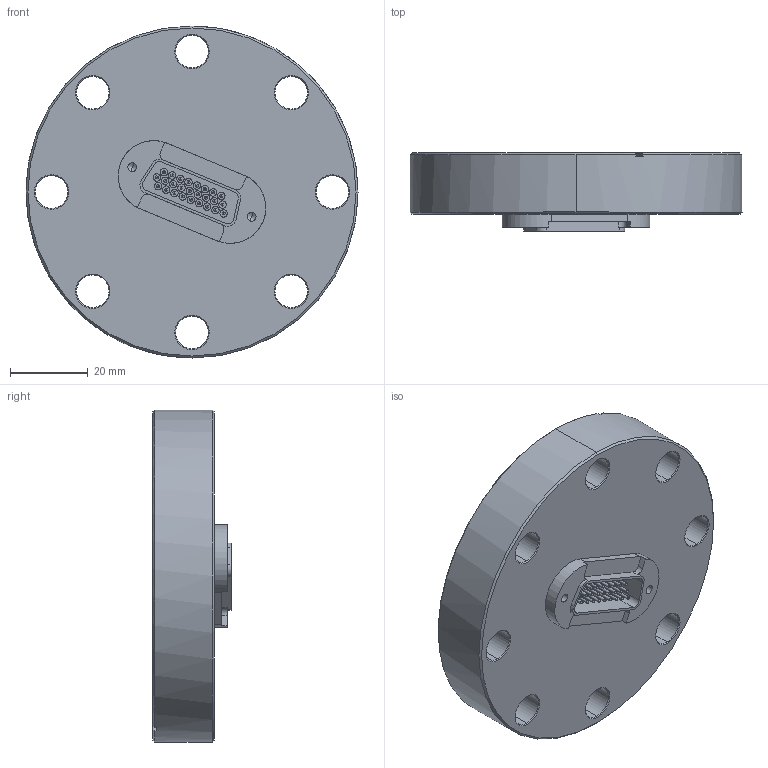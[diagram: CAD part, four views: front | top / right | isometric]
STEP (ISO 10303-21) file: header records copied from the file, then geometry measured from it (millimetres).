
FILE_DESCRIPTION (( 'STEP AP214' ), '1' );
FILE_NAME ('24172-01-CF.STEP', '2025-02-25T14:42:07', ( '' ), ( '' ), 'SwSTEP 2.0', 'SolidWorks 2022', '' );
FILE_SCHEMA (( 'AUTOMOTIVE_DESIGN' ));
Length unit declared in the file: millimetre
Products named in the file (3): 23801-01-W; CF50-Sud-D-15-26P; 24172-01-CF
Assembly tree (2 placements, depth 2):
  24172-01-CF
    CF50-Sud-D-15-26P
    23801-01-W
Bounding box: 85.6 x 20.2 x 85.6 mm (x, y, z)
Volume: 78457.5 mm3; surface area: 25993.9 mm2
Topology: 54 solids, 54 shells, 595 faces, 1295 edges, 809 vertices
Faces by surface type: cylinder 279, plane 163, bspline 104, cone 49
Entity records: 23783 total; most frequent: CARTESIAN_POINT 4892, DIRECTION 2678, ORIENTED_EDGE 2574, EDGE_CURVE 1287, AXIS2_PLACEMENT_3D 1107, VERTEX_POINT 809, EDGE_LOOP 726, CIRCLE 611
